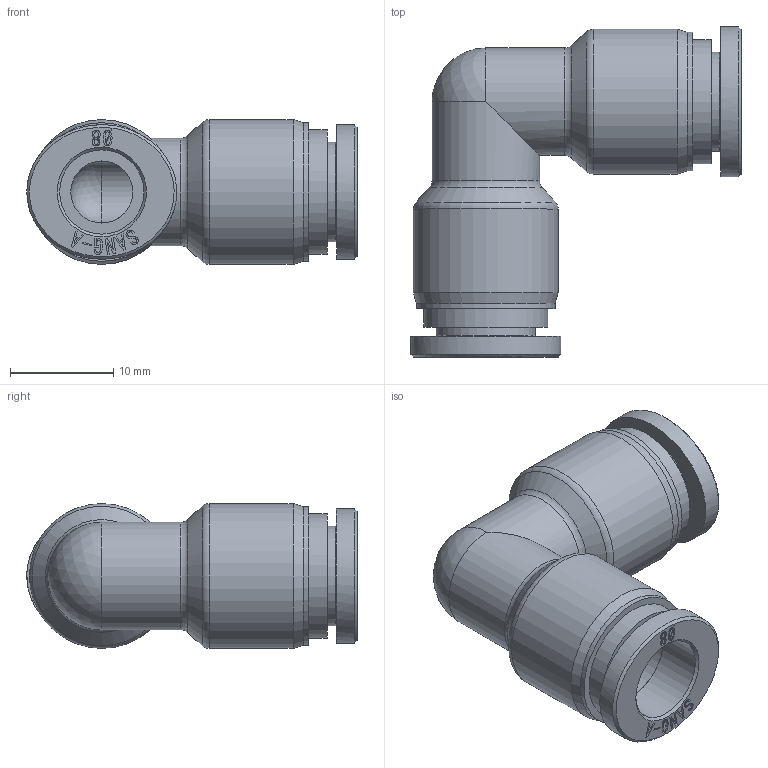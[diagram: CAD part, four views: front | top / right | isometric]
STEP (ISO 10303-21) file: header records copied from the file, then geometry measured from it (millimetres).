
FILE_DESCRIPTION((''),'2;1');
FILE_NAME('F-PUL 08.stp','2020-12-04T16:33:09',('Administrator'),(''),'Autodesk Inventor 2013','Autodesk Inventor 2013','');
FILE_SCHEMA(('CONFIG_CONTROL_DESIGN'));
Length unit declared in the file: millimetre
Products named in the file (3): 조립품51; F-PUL 08 BODY; F-SLEEVE 08(SUS)
Assembly tree (3 placements, depth 2):
  조립품51
    F-PUL 08 BODY
    F-SLEEVE 08(SUS)  x2
Bounding box: 31.95 x 31.94 x 14 mm (x, y, z)
Volume: 3712.2 mm3; surface area: 3879.8 mm2
Topology: 3 solids, 3 shells, 372 faces, 982 edges, 650 vertices
Faces by surface type: bspline 174, plane 168, cylinder 16, cone 8, torus 4, sphere 2
Full cylindrical faces by diameter (mm): 6 x2, 8.15 x2, 8.2 x2, 9.6 x2, 10.4 x2, 12 x2, 13.4 x2, 14 x2
Entity records: 6138 total; most frequent: CARTESIAN_POINT 1885, ORIENTED_EDGE 970, DIRECTION 582, EDGE_CURVE 485, VERTEX_POINT 333, VECTOR 278, LINE 278, EDGE_LOOP 244
